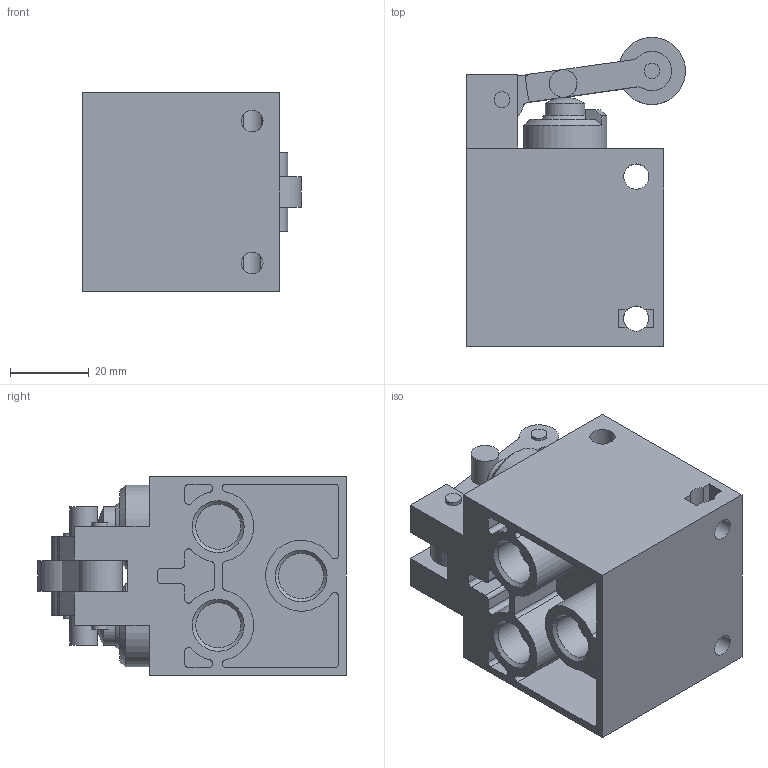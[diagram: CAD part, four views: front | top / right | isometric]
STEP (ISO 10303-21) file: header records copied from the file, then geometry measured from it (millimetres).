
FILE_DESCRIPTION(/* description */ ('STEP AP214'),/* implementation_level */ '2;1');
FILE_NAME(/* name */ '8996_R-5-1_4-B',/* time_stamp */ '2024-09-14T22:20:48+02:00',/* author */ ('License CC BY-ND 4.0'),/* organization */ ('CADENAS'),/* preprocessor_version */ 'ST-DEVELOPER v19.3',/* originating_system */ 'PARTsolutions',/* authorisation */ ' ');
FILE_SCHEMA (('AUTOMOTIVE_DESIGN {1 0 10303 214 3 1 1}'));
Length unit declared in the file: millimetre
Products named in the file (1): 8996 R-5-1/4-B (0)
Bounding box: 55.5 x 78.3 x 50.4 mm (x, y, z)
Volume: 121138.6 mm3; surface area: 29679.1 mm2
Topology: 1 solids, 1 shells, 175 faces, 453 edges, 297 vertices
Faces by surface type: plane 91, cylinder 71, cone 11, sphere 2
Full cylindrical faces by diameter (mm): 4 x8, 5.5 x2, 6.4 x2, 7 x2, 10 x2, 11.445 x5, 17 x1, 21 x2
Entity records: 5153 total; most frequent: DIRECTION 921, CARTESIAN_POINT 889, ORIENTED_EDGE 812, EDGE_CURVE 406, AXIS2_PLACEMENT_3D 343, VERTEX_POINT 283, EDGE_LOOP 237, FACE_BOUND 237
